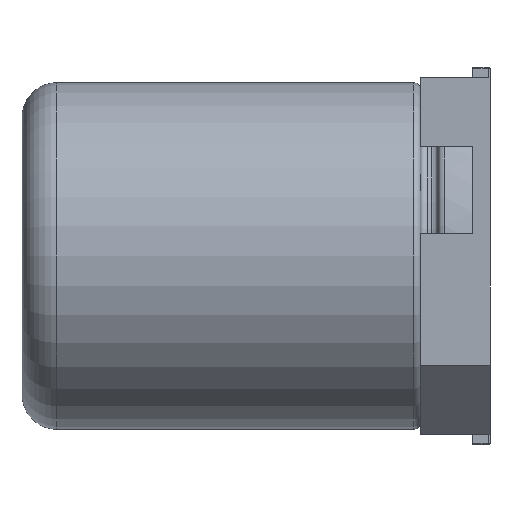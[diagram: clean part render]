
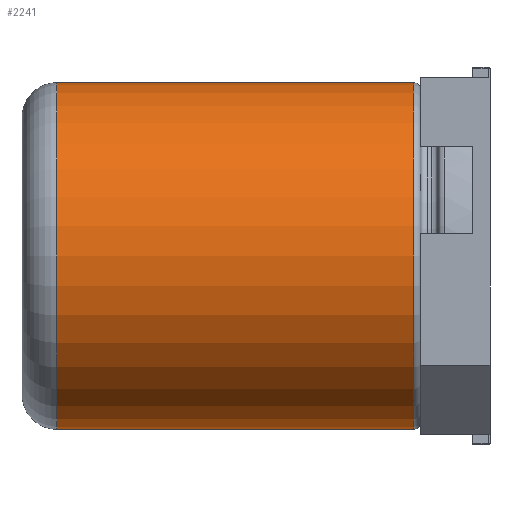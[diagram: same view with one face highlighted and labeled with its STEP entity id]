
A CAD part, left-side view. The second image highlights one B-rep face of the part: STEP entity #2241.
In plain terms, the highlighted cylindrical face has radius 5 mm (diameter 10 mm), a partial arc.
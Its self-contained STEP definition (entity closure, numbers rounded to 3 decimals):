
#8 = DIRECTION ( 'NONE',  ( 0., -1., 0. ) ) ;
#9 = VECTOR ( 'NONE', #8, 1000. ) ;
#10 = CARTESIAN_POINT ( 'NONE',  ( 5.15, 13.5, -0.15 ) ) ;
#11 = LINE ( 'NONE', #10, #9 ) ;
#52 = CARTESIAN_POINT ( 'NONE',  ( 5.15, 12.5, -10.15 ) ) ;
#495 = CARTESIAN_POINT ( 'NONE',  ( 5.15, 2.2, -0.15 ) ) ;
#501 = CARTESIAN_POINT ( 'NONE',  ( 5.15, 2.2, -10.15 ) ) ;
#961 = CIRCLE ( 'NONE', #1025, 5. ) ;
#978 = DIRECTION ( 'NONE',  ( 0., 0., -1. ) ) ;
#979 = DIRECTION ( 'NONE',  ( 0., -1., 0. ) ) ;
#980 = CARTESIAN_POINT ( 'NONE',  ( 5.15, 13.5, -5.15 ) ) ;
#981 = AXIS2_PLACEMENT_3D ( 'NONE', #980, #979, #978 ) ;
#982 = CYLINDRICAL_SURFACE ( 'NONE', #981, 5. ) ;
#983 = FACE_OUTER_BOUND ( 'NONE', #2242, .T. ) ;
#1017 = DIRECTION ( 'NONE',  ( 0., 0., 1. ) ) ;
#1018 = DIRECTION ( 'NONE',  ( 0., 1., 0. ) ) ;
#1019 = CARTESIAN_POINT ( 'NONE',  ( 5.15, 2.2, -5.15 ) ) ;
#1020 = AXIS2_PLACEMENT_3D ( 'NONE', #1019, #1018, #1017 ) ;
#1021 = CIRCLE ( 'NONE', #1020, 5. ) ;
#1022 = DIRECTION ( 'NONE',  ( 0., 0., 1. ) ) ;
#1023 = DIRECTION ( 'NONE',  ( 0., -1., 0. ) ) ;
#1024 = CARTESIAN_POINT ( 'NONE',  ( 5.15, 12.5, -5.15 ) ) ;
#1025 = AXIS2_PLACEMENT_3D ( 'NONE', #1024, #1023, #1022 ) ;
#1652 = VERTEX_POINT ( 'NONE', #2692 ) ;
#1667 = EDGE_CURVE ( 'NONE', #1695, #1938, #2650, .T. ) ;
#1683 = EDGE_CURVE ( 'NONE', #1652, #1941, #11, .T. ) ;
#1695 = VERTEX_POINT ( 'NONE', #52 ) ;
#1938 = VERTEX_POINT ( 'NONE', #501 ) ;
#1941 = VERTEX_POINT ( 'NONE', #495 ) ;
#2207 = ORIENTED_EDGE ( 'NONE', *, *, #2264, .T. ) ;
#2241 = ADVANCED_FACE ( 'NONE', ( #983 ), #982, .T. ) ;
#2242 = EDGE_LOOP ( 'NONE', ( #2243, #2207, #2265, #2266 ) ) ;
#2243 = ORIENTED_EDGE ( 'NONE', *, *, #1683, .F. ) ;
#2264 = EDGE_CURVE ( 'NONE', #1652, #1695, #961, .T. ) ;
#2265 = ORIENTED_EDGE ( 'NONE', *, *, #1667, .T. ) ;
#2266 = ORIENTED_EDGE ( 'NONE', *, *, #2267, .T. ) ;
#2267 = EDGE_CURVE ( 'NONE', #1938, #1941, #1021, .T. ) ;
#2647 = DIRECTION ( 'NONE',  ( 0., -1., 0. ) ) ;
#2648 = VECTOR ( 'NONE', #2647, 1000. ) ;
#2649 = CARTESIAN_POINT ( 'NONE',  ( 5.15, 13.5, -10.15 ) ) ;
#2650 = LINE ( 'NONE', #2649, #2648 ) ;
#2692 = CARTESIAN_POINT ( 'NONE',  ( 5.15, 12.5, -0.15 ) ) ;
